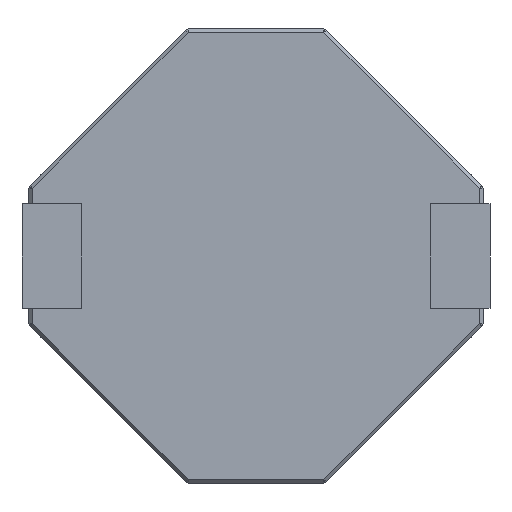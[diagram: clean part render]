
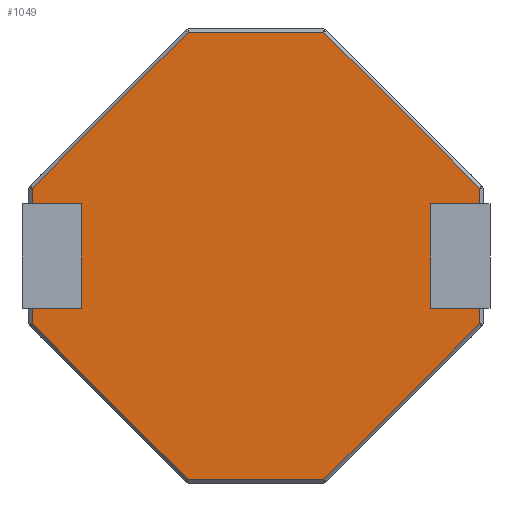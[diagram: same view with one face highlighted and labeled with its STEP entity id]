
A CAD part, front view. The second image highlights one B-rep face of the part: STEP entity #1049.
In plain terms, the highlighted planar face has unit normal (0, -1, 0).
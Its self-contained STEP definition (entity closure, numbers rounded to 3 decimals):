
#19 = VERTEX_POINT ( 'NONE', #1685 ) ;
#38 = CARTESIAN_POINT ( 'NONE',  ( -6.4, 0., 1.944 ) ) ;
#69 = EDGE_CURVE ( 'NONE', #1454, #1065, #1999, .T. ) ;
#77 = EDGE_CURVE ( 'NONE', #19, #1701, #878, .T. ) ;
#85 = VECTOR ( 'NONE', #798, 1000. ) ;
#87 = LINE ( 'NONE', #100, #85 ) ;
#100 = CARTESIAN_POINT ( 'NONE',  ( 6.4, 0., -1.944 ) ) ;
#110 = CARTESIAN_POINT ( 'NONE',  ( 5., 0., 0. ) ) ;
#111 = ORIENTED_EDGE ( 'NONE', *, *, #2055, .T. ) ;
#139 = LINE ( 'NONE', #1021, #1241 ) ;
#149 = CARTESIAN_POINT ( 'NONE',  ( -1.944, 0., 6.4 ) ) ;
#203 = ORIENTED_EDGE ( 'NONE', *, *, #966, .T. ) ;
#210 = DIRECTION ( 'NONE',  ( 0., 0., 1. ) ) ;
#230 = VERTEX_POINT ( 'NONE', #149 ) ;
#241 = EDGE_CURVE ( 'NONE', #1048, #2090, #1896, .T. ) ;
#286 = CARTESIAN_POINT ( 'NONE',  ( 6.4, 0., -1.5 ) ) ;
#337 = CARTESIAN_POINT ( 'NONE',  ( 0., 0., -1.5 ) ) ;
#343 = CARTESIAN_POINT ( 'NONE',  ( 1.944, 0., -6.4 ) ) ;
#355 = VECTOR ( 'NONE', #1327, 1000. ) ;
#372 = LINE ( 'NONE', #337, #2169 ) ;
#393 = CARTESIAN_POINT ( 'NONE',  ( -6.4, 0., -1.5 ) ) ;
#417 = DIRECTION ( 'NONE',  ( 0., 0., 1. ) ) ;
#422 = DIRECTION ( 'NONE',  ( -1., 0., 0. ) ) ;
#437 = EDGE_CURVE ( 'NONE', #1672, #1882, #887, .T. ) ;
#469 = CARTESIAN_POINT ( 'NONE',  ( -1.944, 0., -6.4 ) ) ;
#470 = CARTESIAN_POINT ( 'NONE',  ( -6.4, 0., 1.5 ) ) ;
#471 = EDGE_CURVE ( 'NONE', #528, #1454, #532, .T. ) ;
#472 = PLANE ( 'NONE',  #1601 ) ;
#481 = DIRECTION ( 'NONE',  ( 0., 0., -1. ) ) ;
#484 = LINE ( 'NONE', #469, #1395 ) ;
#485 = DIRECTION ( 'NONE',  ( -1., 0., 0. ) ) ;
#499 = EDGE_CURVE ( 'NONE', #1701, #230, #1476, .T. ) ;
#501 = VECTOR ( 'NONE', #1435, 1000. ) ;
#528 = VERTEX_POINT ( 'NONE', #393 ) ;
#532 = LINE ( 'NONE', #1873, #355 ) ;
#636 = CARTESIAN_POINT ( 'NONE',  ( 0., 0., 1.5 ) ) ;
#673 = CARTESIAN_POINT ( 'NONE',  ( 5., 0., -1.5 ) ) ;
#723 = VECTOR ( 'NONE', #417, 1000. ) ;
#726 = CARTESIAN_POINT ( 'NONE',  ( 5., 0., 1.5 ) ) ;
#735 = CARTESIAN_POINT ( 'NONE',  ( 6.4, 0., 1.5 ) ) ;
#748 = EDGE_CURVE ( 'NONE', #1619, #1784, #1714, .T. ) ;
#779 = ORIENTED_EDGE ( 'NONE', *, *, #241, .T. ) ;
#798 = DIRECTION ( 'NONE',  ( 0.707, 0., 0.707 ) ) ;
#809 = CARTESIAN_POINT ( 'NONE',  ( 0., 0., 1.5 ) ) ;
#834 = CARTESIAN_POINT ( 'NONE',  ( 6.4, 0., -1.5 ) ) ;
#874 = VECTOR ( 'NONE', #481, 1000. ) ;
#878 = LINE ( 'NONE', #1606, #1264 ) ;
#885 = CARTESIAN_POINT ( 'NONE',  ( -5., 0., -1.5 ) ) ;
#887 = LINE ( 'NONE', #1615, #501 ) ;
#966 = EDGE_CURVE ( 'NONE', #1715, #19, #2209, .T. ) ;
#987 = ORIENTED_EDGE ( 'NONE', *, *, #471, .F. ) ;
#993 = CARTESIAN_POINT ( 'NONE',  ( -6.4, 0., -1.944 ) ) ;
#1007 = DIRECTION ( 'NONE',  ( 0., 0., 1. ) ) ;
#1013 = FACE_OUTER_BOUND ( 'NONE', #1031, .T. ) ;
#1021 = CARTESIAN_POINT ( 'NONE',  ( -6.4, 0., 1.944 ) ) ;
#1024 = DIRECTION ( 'NONE',  ( 0., -1., 0. ) ) ;
#1031 = EDGE_LOOP ( 'NONE', ( #987, #1440, #2049, #1785, #1978, #779, #1223, #1574, #2278, #203, #1716, #1937, #111, #1172, #1698, #1122 ) ) ;
#1048 = VERTEX_POINT ( 'NONE', #2086 ) ;
#1049 = ADVANCED_FACE ( 'NONE', ( #1013 ), #472, .T. ) ;
#1063 = DIRECTION ( 'NONE',  ( 1., 0., 0. ) ) ;
#1065 = VERTEX_POINT ( 'NONE', #1184 ) ;
#1118 = CARTESIAN_POINT ( 'NONE',  ( -1.944, 0., 6.4 ) ) ;
#1122 = ORIENTED_EDGE ( 'NONE', *, *, #69, .F. ) ;
#1158 = DIRECTION ( 'NONE',  ( -0.707, 0., -0.707 ) ) ;
#1160 = VECTOR ( 'NONE', #1491, 1000. ) ;
#1171 = VECTOR ( 'NONE', #422, 1000. ) ;
#1172 = ORIENTED_EDGE ( 'NONE', *, *, #437, .T. ) ;
#1184 = CARTESIAN_POINT ( 'NONE',  ( -5., 0., 1.5 ) ) ;
#1195 = CARTESIAN_POINT ( 'NONE',  ( 0., 0., 0. ) ) ;
#1199 = DIRECTION ( 'NONE',  ( 0., 0., -1. ) ) ;
#1223 = ORIENTED_EDGE ( 'NONE', *, *, #1390, .F. ) ;
#1241 = VECTOR ( 'NONE', #1158, 1000. ) ;
#1264 = VECTOR ( 'NONE', #2324, 1000. ) ;
#1280 = EDGE_CURVE ( 'NONE', #528, #1542, #2283, .T. ) ;
#1299 = VECTOR ( 'NONE', #1007, 1000. ) ;
#1304 = CARTESIAN_POINT ( 'NONE',  ( -6.4, 0., -1.944 ) ) ;
#1325 = CARTESIAN_POINT ( 'NONE',  ( 6.4, 0., 1.944 ) ) ;
#1327 = DIRECTION ( 'NONE',  ( 1., 0., 0. ) ) ;
#1390 = EDGE_CURVE ( 'NONE', #1784, #2090, #372, .T. ) ;
#1395 = VECTOR ( 'NONE', #2271, 1000. ) ;
#1435 = DIRECTION ( 'NONE',  ( 0., 0., -1. ) ) ;
#1440 = ORIENTED_EDGE ( 'NONE', *, *, #1280, .T. ) ;
#1454 = VERTEX_POINT ( 'NONE', #885 ) ;
#1476 = LINE ( 'NONE', #1118, #1171 ) ;
#1491 = DIRECTION ( 'NONE',  ( -1., 0., 0. ) ) ;
#1542 = VERTEX_POINT ( 'NONE', #1304 ) ;
#1574 = ORIENTED_EDGE ( 'NONE', *, *, #748, .F. ) ;
#1585 = VERTEX_POINT ( 'NONE', #2035 ) ;
#1601 = AXIS2_PLACEMENT_3D ( 'NONE', #1195, #1024, #1932 ) ;
#1606 = CARTESIAN_POINT ( 'NONE',  ( 1.944, 0., 6.4 ) ) ;
#1615 = CARTESIAN_POINT ( 'NONE',  ( -6.4, 0., 1.5 ) ) ;
#1619 = VERTEX_POINT ( 'NONE', #726 ) ;
#1637 = VECTOR ( 'NONE', #1199, 1000. ) ;
#1672 = VERTEX_POINT ( 'NONE', #38 ) ;
#1685 = CARTESIAN_POINT ( 'NONE',  ( 6.4, 0., 1.944 ) ) ;
#1698 = ORIENTED_EDGE ( 'NONE', *, *, #1841, .F. ) ;
#1701 = VERTEX_POINT ( 'NONE', #2010 ) ;
#1714 = LINE ( 'NONE', #110, #1637 ) ;
#1715 = VERTEX_POINT ( 'NONE', #735 ) ;
#1716 = ORIENTED_EDGE ( 'NONE', *, *, #77, .T. ) ;
#1784 = VERTEX_POINT ( 'NONE', #673 ) ;
#1785 = ORIENTED_EDGE ( 'NONE', *, *, #2000, .T. ) ;
#1816 = DIRECTION ( 'NONE',  ( 1., 0., 0. ) ) ;
#1821 = CARTESIAN_POINT ( 'NONE',  ( -5., 0., 0. ) ) ;
#1841 = EDGE_CURVE ( 'NONE', #1065, #1882, #2123, .T. ) ;
#1868 = EDGE_CURVE ( 'NONE', #1715, #1619, #2068, .T. ) ;
#1873 = CARTESIAN_POINT ( 'NONE',  ( 0., 0., -1.5 ) ) ;
#1882 = VERTEX_POINT ( 'NONE', #470 ) ;
#1896 = LINE ( 'NONE', #286, #1299 ) ;
#1932 = DIRECTION ( 'NONE',  ( 0., 0., -1. ) ) ;
#1937 = ORIENTED_EDGE ( 'NONE', *, *, #499, .T. ) ;
#1963 = VERTEX_POINT ( 'NONE', #2139 ) ;
#1978 = ORIENTED_EDGE ( 'NONE', *, *, #2120, .T. ) ;
#1999 = LINE ( 'NONE', #1821, #2174 ) ;
#2000 = EDGE_CURVE ( 'NONE', #1963, #1585, #2161, .T. ) ;
#2010 = CARTESIAN_POINT ( 'NONE',  ( 1.944, 0., 6.4 ) ) ;
#2035 = CARTESIAN_POINT ( 'NONE',  ( 1.944, 0., -6.4 ) ) ;
#2049 = ORIENTED_EDGE ( 'NONE', *, *, #2129, .T. ) ;
#2055 = EDGE_CURVE ( 'NONE', #230, #1672, #139, .T. ) ;
#2068 = LINE ( 'NONE', #809, #1160 ) ;
#2086 = CARTESIAN_POINT ( 'NONE',  ( 6.4, 0., -1.944 ) ) ;
#2090 = VERTEX_POINT ( 'NONE', #834 ) ;
#2120 = EDGE_CURVE ( 'NONE', #1585, #1048, #87, .T. ) ;
#2123 = LINE ( 'NONE', #636, #2191 ) ;
#2129 = EDGE_CURVE ( 'NONE', #1542, #1963, #484, .T. ) ;
#2139 = CARTESIAN_POINT ( 'NONE',  ( -1.944, 0., -6.4 ) ) ;
#2151 = VECTOR ( 'NONE', #1063, 1000. ) ;
#2161 = LINE ( 'NONE', #343, #2151 ) ;
#2169 = VECTOR ( 'NONE', #1816, 1000. ) ;
#2174 = VECTOR ( 'NONE', #210, 1000. ) ;
#2191 = VECTOR ( 'NONE', #485, 1000. ) ;
#2209 = LINE ( 'NONE', #1325, #723 ) ;
#2271 = DIRECTION ( 'NONE',  ( 0.707, 0., -0.707 ) ) ;
#2278 = ORIENTED_EDGE ( 'NONE', *, *, #1868, .F. ) ;
#2283 = LINE ( 'NONE', #993, #874 ) ;
#2324 = DIRECTION ( 'NONE',  ( -0.707, 0., 0.707 ) ) ;
